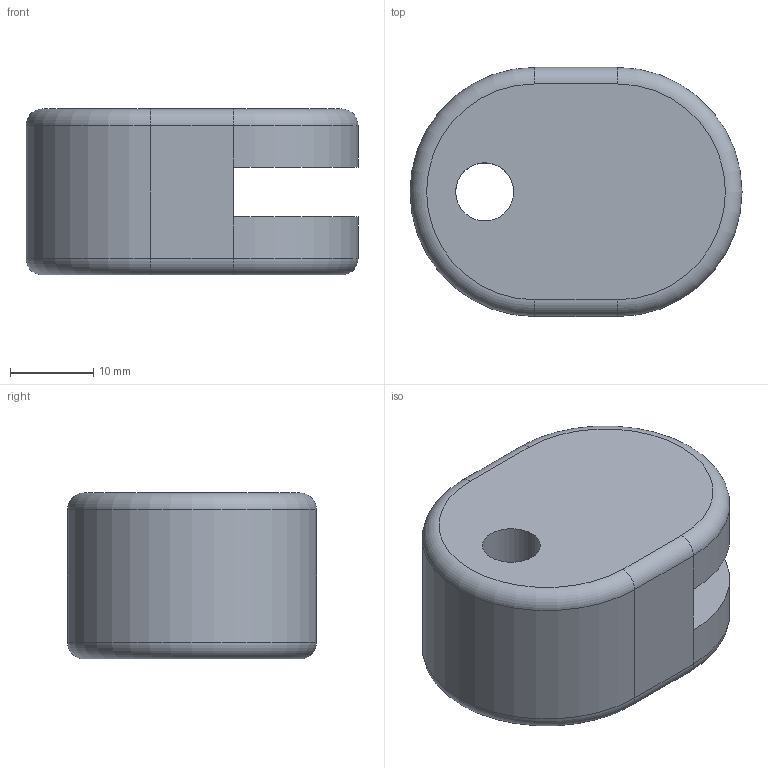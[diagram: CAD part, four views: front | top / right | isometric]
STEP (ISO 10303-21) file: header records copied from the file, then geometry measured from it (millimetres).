
FILE_DESCRIPTION(('FreeCAD Model'),'2;1');
FILE_NAME('Table Holder Attachment.step','2015-07-13T16:40:46',('Author'),(''), 'Open CASCADE STEP processor 6.8','FreeCAD','Unknown');
FILE_SCHEMA(('AUTOMOTIVE_DESIGN_CC2 { 1 2 10303 214 -1 1 5 4 }'));
Length unit declared in the file: millimetre
Products named in the file (1): Fillet
Bounding box: 40 x 30 x 20 mm (x, y, z)
Volume: 16780.3 mm3; surface area: 5136 mm2
Topology: 1 solids, 1 shells, 26 faces, 57 edges, 34 vertices
Faces by surface type: plane 14, cylinder 8, torus 4
Full cylindrical faces by diameter (mm): 7 x1
Entity records: 1467 total; most frequent: CARTESIAN_POINT 272, DIRECTION 225, LINE 127, VECTOR 127, ORIENTED_EDGE 114, PCURVE 114, DEFINITIONAL_REPRESENTATION 114, EDGE_CURVE 57
